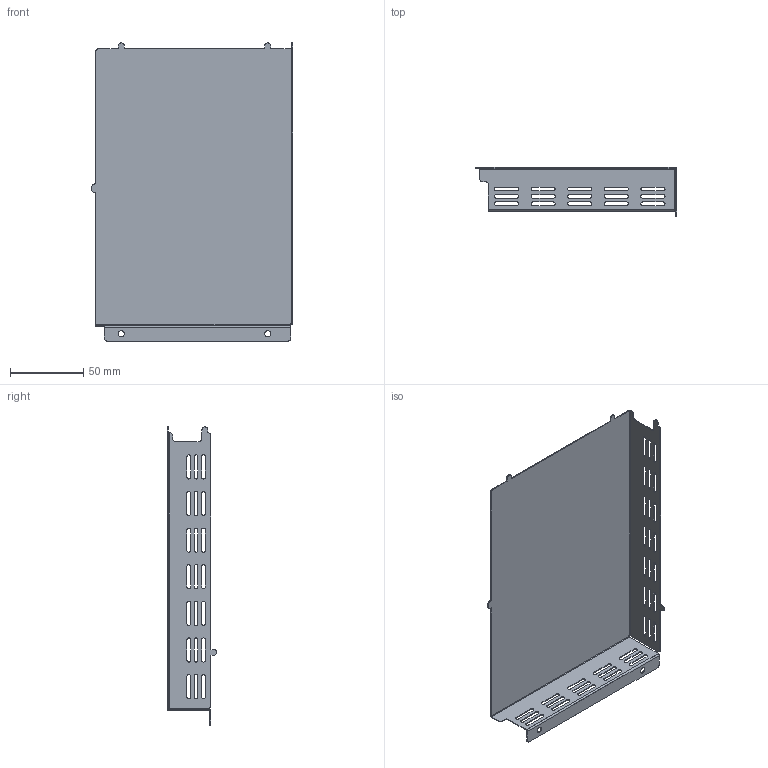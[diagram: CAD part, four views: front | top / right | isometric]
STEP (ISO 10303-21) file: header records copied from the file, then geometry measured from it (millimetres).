
FILE_DESCRIPTION (( 'STEP AP203' ), '1' );
FILE_NAME ('1240-B2P-B.STEP', '2013-12-05T10:00:54', ( 'The M瞁潎in' ), ( '' ), 'SwSTEP 2.0', 'SolidWorks 2013', '' );
FILE_SCHEMA (( 'CONFIG_CONTROL_DESIGN' ));
Length unit declared in the file: millimetre
Products named in the file (1): 1240-B2P-B
Bounding box: 137.6 x 33.6 x 203.6 mm (x, y, z)
Volume: 20596.9 mm3; surface area: 69936 mm2
Topology: 1 solids, 1 shells, 252 faces, 726 edges, 476 vertices
Faces by surface type: cylinder 138, plane 112, bspline 2
Entity records: 8611 total; most frequent: CARTESIAN_POINT 1529, DIRECTION 1492, ORIENTED_EDGE 1452, EDGE_CURVE 726, AXIS2_PLACEMENT_3D 523, VERTEX_POINT 476, LINE 446, VECTOR 446
